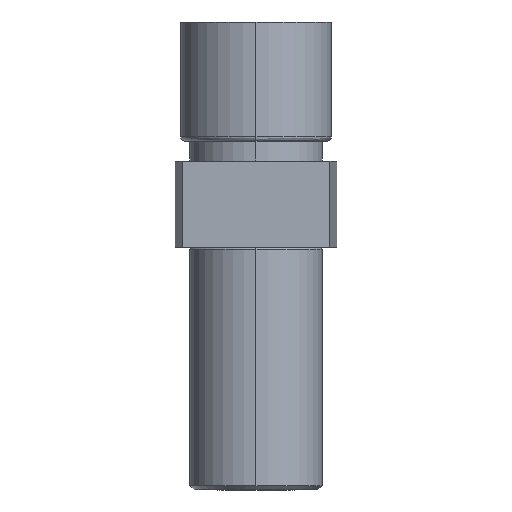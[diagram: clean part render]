
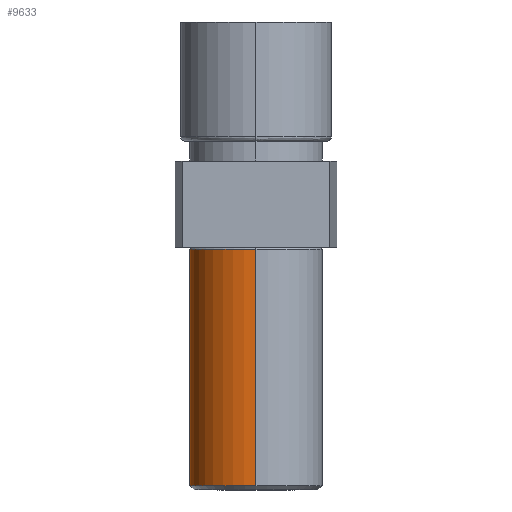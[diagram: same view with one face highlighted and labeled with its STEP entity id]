
A CAD part, left-side view. The second image highlights one B-rep face of the part: STEP entity #9633.
In plain terms, the highlighted cylindrical face has radius 3 mm (diameter 6 mm), a partial arc.
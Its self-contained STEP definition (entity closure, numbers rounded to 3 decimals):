
#49 = VECTOR ( 'NONE', #1373, 1000. ) ;
#58 = CIRCLE ( 'NONE', #66, 3. ) ;
#66 = AXIS2_PLACEMENT_3D ( 'NONE', #1404, #1393, #1395 ) ;
#82 = CIRCLE ( 'NONE', #84, 3. ) ;
#84 = AXIS2_PLACEMENT_3D ( 'NONE', #1391, #1421, #1417 ) ;
#88 = CIRCLE ( 'NONE', #89, 3. ) ;
#89 = AXIS2_PLACEMENT_3D ( 'NONE', #1413, #1411, #1406 ) ;
#94 = VECTOR ( 'NONE', #1337, 1000. ) ;
#352 = AXIS2_PLACEMENT_3D ( 'NONE', #11587, #11604, #11598 ) ;
#1154 = CARTESIAN_POINT ( 'NONE',  ( -69.062, 0., -4.9 ) ) ;
#1231 = CARTESIAN_POINT ( 'NONE',  ( -75.062, 0., -4.9 ) ) ;
#1236 = CARTESIAN_POINT ( 'NONE',  ( -72.062, 3., -15.6 ) ) ;
#1320 = CARTESIAN_POINT ( 'NONE',  ( -69.062, 0., -4.8 ) ) ;
#1334 = LINE ( 'NONE', #1320, #94 ) ;
#1337 = DIRECTION ( 'NONE',  ( 0., 0., -1. ) ) ;
#1356 = CARTESIAN_POINT ( 'NONE',  ( -75.062, 0., -4.8 ) ) ;
#1373 = DIRECTION ( 'NONE',  ( 0., 0., -1. ) ) ;
#1376 = LINE ( 'NONE', #1356, #49 ) ;
#1391 = CARTESIAN_POINT ( 'NONE',  ( -72.062, 0., -15.6 ) ) ;
#1393 = DIRECTION ( 'NONE',  ( 0., 0., 1. ) ) ;
#1395 = DIRECTION ( 'NONE',  ( -1., 0., 0. ) ) ;
#1404 = CARTESIAN_POINT ( 'NONE',  ( -72.062, 0., -15.6 ) ) ;
#1406 = DIRECTION ( 'NONE',  ( -1., 0., 0. ) ) ;
#1411 = DIRECTION ( 'NONE',  ( 0., 0., 1. ) ) ;
#1413 = CARTESIAN_POINT ( 'NONE',  ( -72.062, 0., -4.9 ) ) ;
#1417 = DIRECTION ( 'NONE',  ( -1., 0., 0. ) ) ;
#1421 = DIRECTION ( 'NONE',  ( 0., 0., 1. ) ) ;
#2598 = VERTEX_POINT ( 'NONE', #4564 ) ;
#2625 = VERTEX_POINT ( 'NONE', #4554 ) ;
#3722 = EDGE_LOOP ( 'NONE', ( #4961, #4956, #4902, #4959, #4907 ) ) ;
#3901 = VERTEX_POINT ( 'NONE', #1154 ) ;
#3922 = VERTEX_POINT ( 'NONE', #1236 ) ;
#3931 = VERTEX_POINT ( 'NONE', #1231 ) ;
#4554 = CARTESIAN_POINT ( 'NONE',  ( -75.062, 0., -15.6 ) ) ;
#4564 = CARTESIAN_POINT ( 'NONE',  ( -69.062, 0., -15.6 ) ) ;
#4902 = ORIENTED_EDGE ( 'NONE', *, *, #9411, .T. ) ;
#4907 = ORIENTED_EDGE ( 'NONE', *, *, #9405, .F. ) ;
#4956 = ORIENTED_EDGE ( 'NONE', *, *, #9392, .T. ) ;
#4959 = ORIENTED_EDGE ( 'NONE', *, *, #9412, .T. ) ;
#4961 = ORIENTED_EDGE ( 'NONE', *, *, #9414, .F. ) ;
#9392 = EDGE_CURVE ( 'NONE', #3901, #2598, #1334, .T. ) ;
#9405 = EDGE_CURVE ( 'NONE', #3931, #2625, #1376, .T. ) ;
#9411 = EDGE_CURVE ( 'NONE', #2598, #3922, #58, .T. ) ;
#9412 = EDGE_CURVE ( 'NONE', #3922, #2625, #82, .T. ) ;
#9414 = EDGE_CURVE ( 'NONE', #3901, #3931, #88, .T. ) ;
#9633 = ADVANCED_FACE ( 'NONE', ( #11628 ), #11619, .T. ) ;
#11587 = CARTESIAN_POINT ( 'NONE',  ( -72.062, 0., -4.8 ) ) ;
#11598 = DIRECTION ( 'NONE',  ( -1., 0., 0. ) ) ;
#11604 = DIRECTION ( 'NONE',  ( 0., 0., -1. ) ) ;
#11619 = CYLINDRICAL_SURFACE ( 'NONE', #352, 3. ) ;
#11628 = FACE_OUTER_BOUND ( 'NONE', #3722, .T. ) ;
